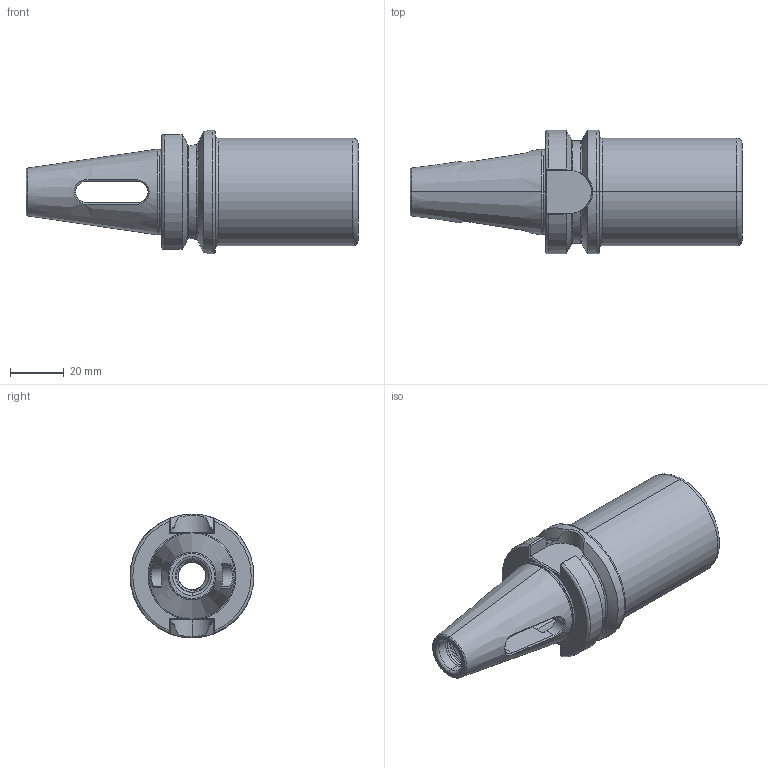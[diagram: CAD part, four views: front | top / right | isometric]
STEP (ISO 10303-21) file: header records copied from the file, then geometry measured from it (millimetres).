
FILE_DESCRIPTION (( 'STEP AP203' ), '1' );
FILE_NAME ('305.07.03.STEP', '2016-08-01T05:09:49', ( '' ), ( '' ), 'SwSTEP 2.0', 'SolidWorks 2012', '' );
FILE_SCHEMA (( 'CONFIG_CONTROL_DESIGN' ));
Length unit declared in the file: millimetre
Products named in the file (1): 305.07.03
Bounding box: 123.4 x 46 x 46 mm (x, y, z)
Volume: 80917.5 mm3; surface area: 23634.6 mm2
Topology: 1 solids, 1 shells, 152 faces, 398 edges, 248 vertices
Faces by surface type: cylinder 44, plane 35, torus 29, bspline 29, cone 15
Entity records: 16279 total; most frequent: CARTESIAN_POINT 12899, ORIENTED_EDGE 796, DIRECTION 564, EDGE_CURVE 398, VERTEX_POINT 248, AXIS2_PLACEMENT_3D 228, EDGE_LOOP 158, FACE_OUTER_BOUND 152
